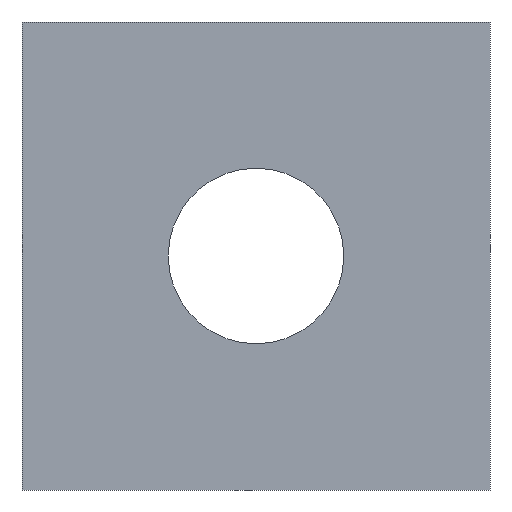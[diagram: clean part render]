
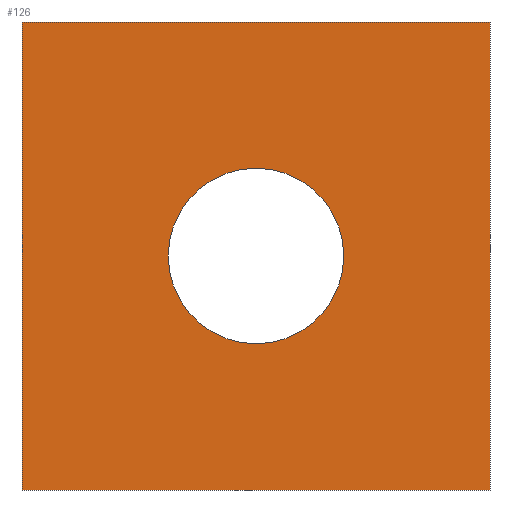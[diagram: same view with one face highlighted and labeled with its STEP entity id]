
A CAD part, left-side view. The second image highlights one B-rep face of the part: STEP entity #126.
In plain terms, the highlighted planar face has unit normal (-1, 0, 0).
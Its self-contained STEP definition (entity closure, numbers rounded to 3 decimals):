
#17=LINE('',#183,#29);
#21=LINE('',#190,#33);
#24=LINE('',#196,#36);
#26=LINE('',#199,#38);
#29=VECTOR('',#150,10.8);
#33=VECTOR('',#156,10.8);
#36=VECTOR('',#161,10.8);
#38=VECTOR('',#165,10.8);
#44=PLANE('',#137);
#47=FACE_BOUND('',#64,.T.);
#54=FACE_OUTER_BOUND('',#63,.T.);
#63=EDGE_LOOP('',(#114,#115,#116,#117));
#64=EDGE_LOOP('',(#118));
#66=CIRCLE('',#131,2.025);
#68=VERTEX_POINT('',#174);
#71=VERTEX_POINT('',#180);
#72=VERTEX_POINT('',#182);
#74=VERTEX_POINT('',#188);
#76=VERTEX_POINT('',#194);
#78=EDGE_CURVE('',#68,#68,#66,.T.);
#81=EDGE_CURVE('',#72,#71,#17,.T.);
#85=EDGE_CURVE('',#71,#74,#21,.T.);
#88=EDGE_CURVE('',#74,#76,#24,.T.);
#90=EDGE_CURVE('',#76,#72,#26,.T.);
#114=ORIENTED_EDGE('',*,*,#81,.T.);
#115=ORIENTED_EDGE('',*,*,#85,.T.);
#116=ORIENTED_EDGE('',*,*,#88,.T.);
#117=ORIENTED_EDGE('',*,*,#90,.T.);
#118=ORIENTED_EDGE('',*,*,#78,.T.);
#126=ADVANCED_FACE('',(#54,#47),#44,.F.);
#131=AXIS2_PLACEMENT_3D('',#175,#144,#145);
#137=AXIS2_PLACEMENT_3D('',#201,#168,#169);
#144=DIRECTION('center_axis',(1.,0.,0.));
#145=DIRECTION('ref_axis',(0.,1.,0.));
#150=DIRECTION('',(0.,1.,0.));
#156=DIRECTION('',(0.,0.,-1.));
#161=DIRECTION('',(0.,-1.,0.));
#165=DIRECTION('',(0.,0.,1.));
#168=DIRECTION('center_axis',(1.,0.,0.));
#169=DIRECTION('ref_axis',(0.,0.,-1.));
#174=CARTESIAN_POINT('',(0.,2.025,0.));
#175=CARTESIAN_POINT('Origin',(0.,0.,0.));
#180=CARTESIAN_POINT('',(0.,5.4,5.4));
#182=CARTESIAN_POINT('',(0.,-5.4,5.4));
#183=CARTESIAN_POINT('',(0.,-5.4,5.4));
#188=CARTESIAN_POINT('',(0.,5.4,-5.4));
#190=CARTESIAN_POINT('',(0.,5.4,5.4));
#194=CARTESIAN_POINT('',(0.,-5.4,-5.4));
#196=CARTESIAN_POINT('',(0.,5.4,-5.4));
#199=CARTESIAN_POINT('',(0.,-5.4,-5.4));
#201=CARTESIAN_POINT('Origin',(0.,0.,0.));
